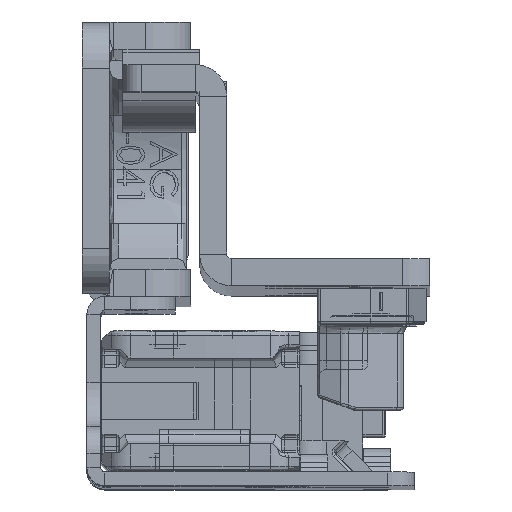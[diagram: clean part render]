
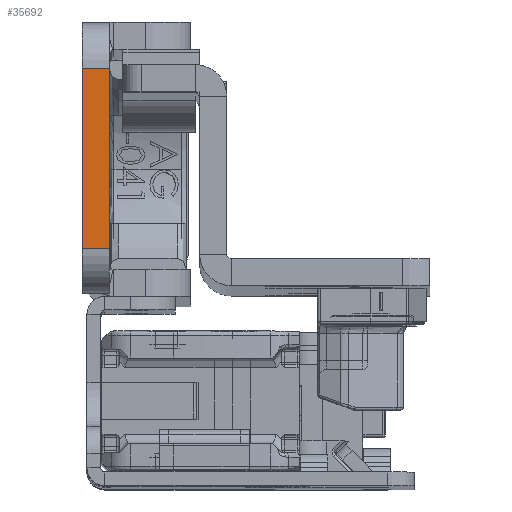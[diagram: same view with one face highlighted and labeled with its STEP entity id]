
A CAD part, top view. The second image highlights one B-rep face of the part: STEP entity #35692.
In plain terms, the highlighted planar face has unit normal (0, 0, 1).
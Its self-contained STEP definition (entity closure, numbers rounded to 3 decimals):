
#1397 = EDGE_LOOP ( 'NONE', ( #4880, #4003, #22989, #15426 ) ) ;
#3187 = DIRECTION ( 'NONE',  ( 0., 0., -1. ) ) ;
#3497 = CARTESIAN_POINT ( 'NONE',  ( 3., 10., 0. ) ) ;
#3602 = DIRECTION ( 'NONE',  ( 0., -1., 0. ) ) ;
#4003 = ORIENTED_EDGE ( 'NONE', *, *, #9050, .F. ) ;
#4880 = ORIENTED_EDGE ( 'NONE', *, *, #45494, .F. ) ;
#5299 = VECTOR ( 'NONE', #36789, 1000. ) ;
#9037 = PLANE ( 'NONE',  #32411 ) ;
#9050 = EDGE_CURVE ( 'NONE', #49103, #64211, #25083, .T. ) ;
#15426 = ORIENTED_EDGE ( 'NONE', *, *, #69864, .T. ) ;
#20314 = DIRECTION ( 'NONE',  ( 0., -1., 0. ) ) ;
#20355 = DIRECTION ( 'NONE',  ( -1., 0., 0. ) ) ;
#22989 = ORIENTED_EDGE ( 'NONE', *, *, #32872, .T. ) ;
#25083 = LINE ( 'NONE', #41550, #64819 ) ;
#28840 = CARTESIAN_POINT ( 'NONE',  ( 0., -10., 0. ) ) ;
#30307 = LINE ( 'NONE', #58462, #66449 ) ;
#30368 = VECTOR ( 'NONE', #36472, 1000. ) ;
#32411 = AXIS2_PLACEMENT_3D ( 'NONE', #70463, #3187, #20355 ) ;
#32872 = EDGE_CURVE ( 'NONE', #49103, #40451, #64622, .T. ) ;
#35692 = ADVANCED_FACE ( 'NONE', ( #65709 ), #9037, .F. ) ;
#36472 = DIRECTION ( 'NONE',  ( -1., 0., 0. ) ) ;
#36789 = DIRECTION ( 'NONE',  ( -1., 0., 0. ) ) ;
#37516 = LINE ( 'NONE', #37881, #5299 ) ;
#37881 = CARTESIAN_POINT ( 'NONE',  ( 3., -10., 0. ) ) ;
#38726 = VERTEX_POINT ( 'NONE', #28840 ) ;
#40451 = VERTEX_POINT ( 'NONE', #62670 ) ;
#41550 = CARTESIAN_POINT ( 'NONE',  ( 3., -22.5, 0. ) ) ;
#45494 = EDGE_CURVE ( 'NONE', #64211, #38726, #37516, .T. ) ;
#48413 = CARTESIAN_POINT ( 'NONE',  ( 3., -10., 0. ) ) ;
#49103 = VERTEX_POINT ( 'NONE', #3497 ) ;
#58462 = CARTESIAN_POINT ( 'NONE',  ( 0., -22.5, 0. ) ) ;
#62670 = CARTESIAN_POINT ( 'NONE',  ( 0., 10., 0. ) ) ;
#64211 = VERTEX_POINT ( 'NONE', #48413 ) ;
#64622 = LINE ( 'NONE', #64988, #30368 ) ;
#64819 = VECTOR ( 'NONE', #20314, 1000. ) ;
#64988 = CARTESIAN_POINT ( 'NONE',  ( 3., 10., 0. ) ) ;
#65709 = FACE_OUTER_BOUND ( 'NONE', #1397, .T. ) ;
#66449 = VECTOR ( 'NONE', #3602, 1000. ) ;
#69864 = EDGE_CURVE ( 'NONE', #40451, #38726, #30307, .T. ) ;
#70463 = CARTESIAN_POINT ( 'NONE',  ( 3., -22.5, 0. ) ) ;
